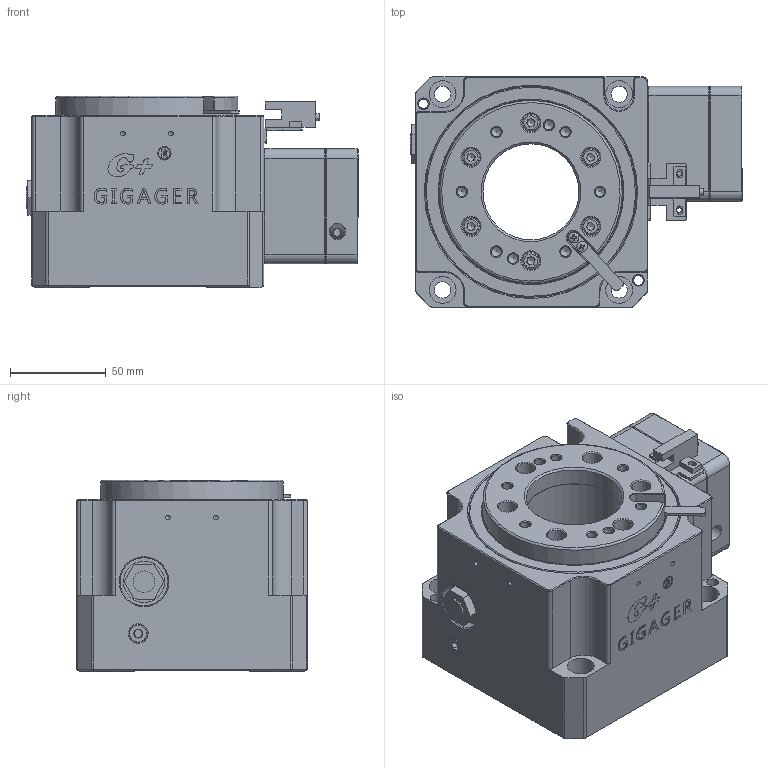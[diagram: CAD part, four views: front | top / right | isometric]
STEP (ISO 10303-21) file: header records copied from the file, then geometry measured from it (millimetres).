
FILE_DESCRIPTION (( 'STEP AP203' ), '1' );
FILE_NAME ('GSH100-30K-ST3.step', '2021-06-01T02:17:04', ( 'Microsoft' ), ( 'Microsoft' ), 'SwSTEP 2.0', 'SolidWorks 2019', '' );
FILE_SCHEMA (( 'CONFIG_CONTROL_DESIGN' ));
Length unit declared in the file: millimetre
Products named in the file (1): GSH100-30K-ST3
Bounding box: 173 x 120 x 100 mm (x, y, z)
Volume: 914778.9 mm3; surface area: 269371.4 mm2
Topology: 39 solids, 40 shells, 1371 faces, 3230 edges, 2034 vertices
Faces by surface type: plane 698, cylinder 305, cone 216, bspline 101, torus 49, sphere 2
Full cylindrical faces by diameter (mm): 1 x2, 2.5 x12, 3 x2, 3.2 x2, 3.3 x4, 3.5 x1, 4 x2, 4.2 x9, 5 x32, 5.5 x25, 5.6 x2, 6 x5, 6.8 x5, 7 x1, 8 x1, 8.5 x30, 8.8 x2, 9 x4, 9.5 x6, 10 x11, 10.3 x2, 11.266 x1, 14 x6, 14.4 x1, 14.9 x1, 15 x1, 15.5 x2, 18 x1, 20 x2, 21.5 x1
Entity records: 40677 total; most frequent: CARTESIAN_POINT 11886, DIRECTION 5788, ORIENTED_EDGE 5356, EDGE_CURVE 2678, AXIS2_PLACEMENT_3D 2194, EDGE_LOOP 1964, VERTEX_POINT 1886, FACE_OUTER_BOUND 1618
